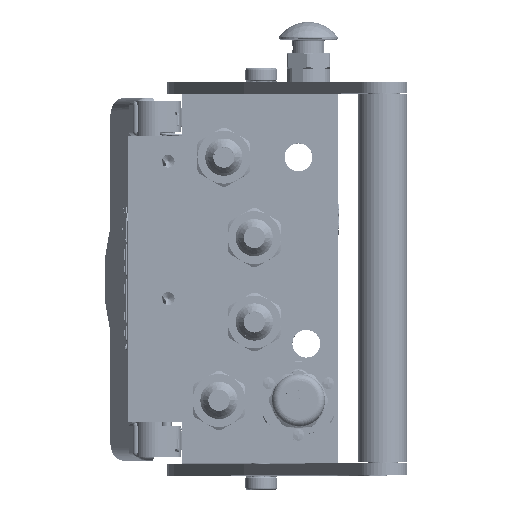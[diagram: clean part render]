
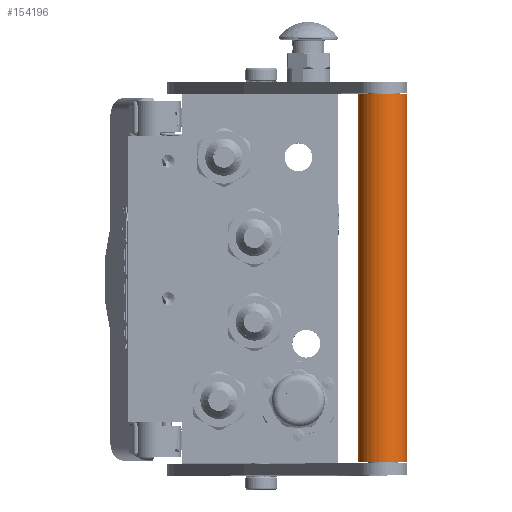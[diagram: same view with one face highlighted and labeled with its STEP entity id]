
A CAD part, top view. The second image highlights one B-rep face of the part: STEP entity #154196.
In plain terms, the highlighted cylindrical face has radius 12.5 mm (diameter 25 mm), a partial arc.
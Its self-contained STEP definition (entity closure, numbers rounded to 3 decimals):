
#4540 = AXIS2_PLACEMENT_3D ( 'NONE', #48980, #145184, #171092 ) ;
#4863 = AXIS2_PLACEMENT_3D ( 'NONE', #95144, #149308, #54341 ) ;
#8519 = CARTESIAN_POINT ( 'NONE',  ( 4.5, 0., 12.5 ) ) ;
#18469 = AXIS2_PLACEMENT_3D ( 'NONE', #25185, #162885, #79239 ) ;
#25185 = CARTESIAN_POINT ( 'NONE',  ( -9.825, 0., 0. ) ) ;
#32798 = VECTOR ( 'NONE', #139079, 1000. ) ;
#37341 = CARTESIAN_POINT ( 'NONE',  ( 4.5, 0., -12.5 ) ) ;
#39860 = CIRCLE ( 'NONE', #4540, 12.5 ) ;
#41888 = EDGE_CURVE ( 'NONE', #143140, #44884, #92581, .T. ) ;
#43134 = CARTESIAN_POINT ( 'NONE',  ( 192., 0., 12.5 ) ) ;
#44884 = VERTEX_POINT ( 'NONE', #37341 ) ;
#48980 = CARTESIAN_POINT ( 'NONE',  ( 192., 0., 0. ) ) ;
#53706 = VERTEX_POINT ( 'NONE', #8519 ) ;
#53898 = ORIENTED_EDGE ( 'NONE', *, *, #100520, .T. ) ;
#54341 = DIRECTION ( 'NONE',  ( 0., 0., -1. ) ) ;
#55861 = VERTEX_POINT ( 'NONE', #43134 ) ;
#60852 = FACE_OUTER_BOUND ( 'NONE', #154007, .T. ) ;
#65070 = DIRECTION ( 'NONE',  ( -1., 0., 0. ) ) ;
#73856 = EDGE_CURVE ( 'NONE', #55861, #53706, #114510, .T. ) ;
#75462 = ORIENTED_EDGE ( 'NONE', *, *, #41888, .T. ) ;
#79239 = DIRECTION ( 'NONE',  ( 0., 0., 1. ) ) ;
#82577 = CARTESIAN_POINT ( 'NONE',  ( 192., 0., -12.5 ) ) ;
#83830 = ORIENTED_EDGE ( 'NONE', *, *, #144590, .F. ) ;
#92581 = LINE ( 'NONE', #160719, #126975 ) ;
#95144 = CARTESIAN_POINT ( 'NONE',  ( 4.5, 0., 0. ) ) ;
#100520 = EDGE_CURVE ( 'NONE', #44884, #53706, #171435, .T. ) ;
#111969 = CARTESIAN_POINT ( 'NONE',  ( 192., 0., 12.5 ) ) ;
#114510 = LINE ( 'NONE', #111969, #32798 ) ;
#125422 = CYLINDRICAL_SURFACE ( 'NONE', #18469, 12.5 ) ;
#126975 = VECTOR ( 'NONE', #65070, 1000. ) ;
#139079 = DIRECTION ( 'NONE',  ( -1., 0., 0. ) ) ;
#143140 = VERTEX_POINT ( 'NONE', #82577 ) ;
#144590 = EDGE_CURVE ( 'NONE', #143140, #55861, #39860, .T. ) ;
#145184 = DIRECTION ( 'NONE',  ( 1., 0., 0. ) ) ;
#149308 = DIRECTION ( 'NONE',  ( 1., 0., 0. ) ) ;
#154007 = EDGE_LOOP ( 'NONE', ( #53898, #166334, #83830, #75462 ) ) ;
#154196 = ADVANCED_FACE ( 'NONE', ( #60852 ), #125422, .T. ) ;
#160719 = CARTESIAN_POINT ( 'NONE',  ( 192., 0., -12.5 ) ) ;
#162885 = DIRECTION ( 'NONE',  ( -1., 0., 0. ) ) ;
#166334 = ORIENTED_EDGE ( 'NONE', *, *, #73856, .F. ) ;
#171092 = DIRECTION ( 'NONE',  ( 0., 0., -1. ) ) ;
#171435 = CIRCLE ( 'NONE', #4863, 12.5 ) ;
